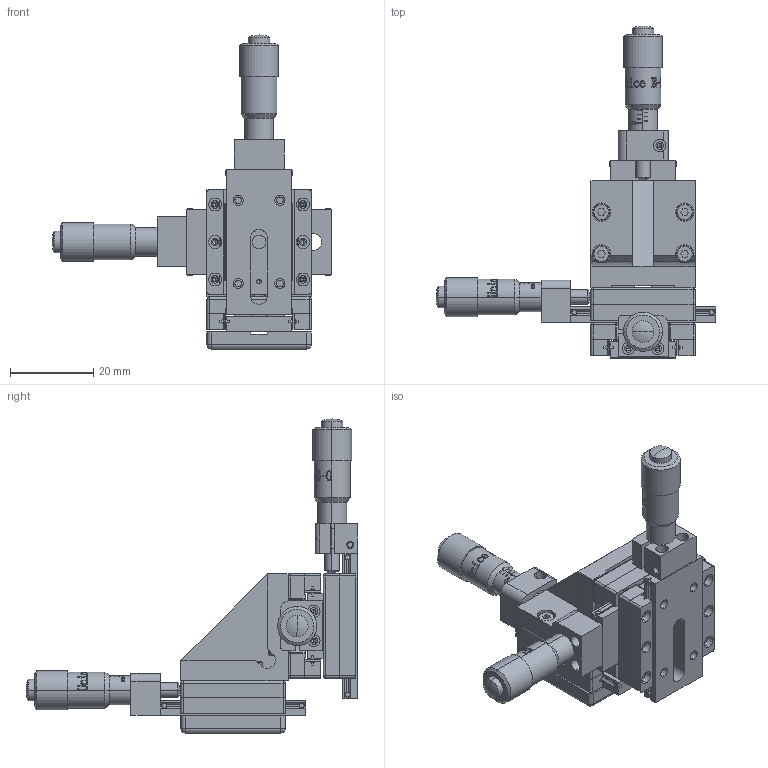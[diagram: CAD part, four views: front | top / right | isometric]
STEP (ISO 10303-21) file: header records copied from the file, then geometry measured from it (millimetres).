
FILE_DESCRIPTION (( 'STEP AP203' ), '1' );
FILE_NAME ('56LTS-3RM.STEP', '2016-04-29T07:14:09', ( '' ), ( '' ), 'SwSTEP 2.0', 'SolidWorks 2016', '' );
FILE_SCHEMA (( 'CONFIG_CONTROL_DESIGN' ));
Products named in the file (1): 56LTS-3RM
Bounding box: 67.2 x 79.7 x 75.4 mm (x, y, z)
Volume: 28688.3 mm3; surface area: 30418.5 mm2
Topology: 73 solids, 73 shells, 2750 faces, 7096 edges, 4514 vertices
Faces by surface type: plane 1124, cylinder 1026, bspline 375, cone 145, sphere 46, torus 34
Entity records: 112832 total; most frequent: CARTESIAN_POINT 48917, ORIENTED_EDGE 13920, DIRECTION 12201, EDGE_CURVE 6960, VERTEX_POINT 4514, AXIS2_PLACEMENT_3D 4502, VECTOR 3197, LINE 3197
